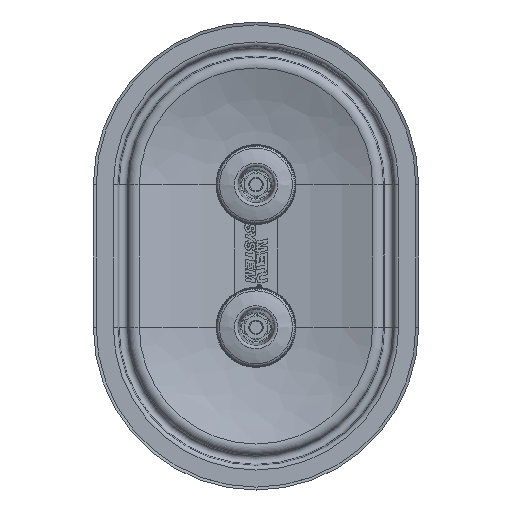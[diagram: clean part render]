
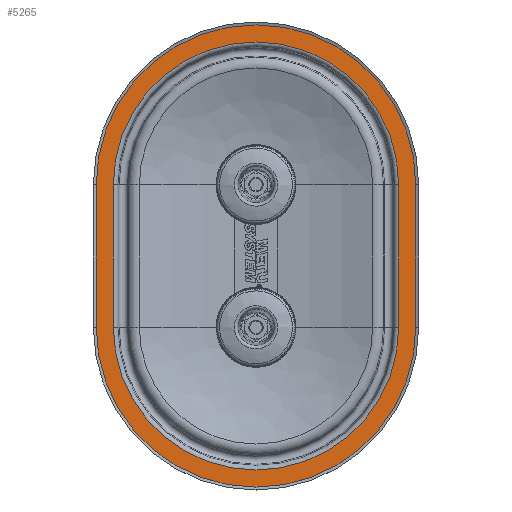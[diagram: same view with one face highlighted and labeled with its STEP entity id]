
A CAD part, top view. The second image highlights one B-rep face of the part: STEP entity #5265.
In plain terms, the highlighted planar face has unit normal (0, 0, 1).
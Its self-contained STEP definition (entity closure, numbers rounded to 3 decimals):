
#748=FACE_BOUND('',#10438,.T.);
#749=FACE_BOUND('',#10439,.T.);
#3087=CIRCLE('',#36789,112.);
#3092=CIRCLE('',#36795,100.);
#3128=CIRCLE('',#36856,112.);
#3129=CIRCLE('',#36858,100.);
#5265=ADVANCED_FACE('',(#748,#749),#6064,.F.);
#6064=PLANE('',#36859);
#10438=EDGE_LOOP('',(#23538,#23539,#23540,#23541));
#10439=EDGE_LOOP('',(#23542,#23543,#23544,#23545));
#12511=LINE('',#67625,#14625);
#12514=LINE('',#67632,#14628);
#12529=LINE('',#67693,#14643);
#12530=LINE('',#67696,#14644);
#14625=VECTOR('',#45155,1.);
#14628=VECTOR('',#45162,1.);
#14643=VECTOR('',#45239,1.);
#14644=VECTOR('',#45242,1.);
#23538=ORIENTED_EDGE('',*,*,#31763,.F.);
#23539=ORIENTED_EDGE('',*,*,#31764,.F.);
#23540=ORIENTED_EDGE('',*,*,#31732,.T.);
#23541=ORIENTED_EDGE('',*,*,#31696,.T.);
#23542=ORIENTED_EDGE('',*,*,#31761,.T.);
#23543=ORIENTED_EDGE('',*,*,#31765,.T.);
#23544=ORIENTED_EDGE('',*,*,#31690,.F.);
#23545=ORIENTED_EDGE('',*,*,#31728,.F.);
#27057=VERTEX_POINT('',#67516);
#27058=VERTEX_POINT('',#67518);
#27061=VERTEX_POINT('',#67525);
#27063=VERTEX_POINT('',#67529);
#27084=VERTEX_POINT('',#67624);
#27086=VERTEX_POINT('',#67630);
#27101=VERTEX_POINT('',#67690);
#27102=VERTEX_POINT('',#67694);
#31690=EDGE_CURVE('',#27057,#27058,#3087,.T.);
#31696=EDGE_CURVE('',#27061,#27063,#3092,.T.);
#31728=EDGE_CURVE('',#27084,#27057,#12511,.T.);
#31732=EDGE_CURVE('',#27086,#27061,#12514,.T.);
#31761=EDGE_CURVE('',#27084,#27101,#3128,.T.);
#31763=EDGE_CURVE('',#27102,#27063,#12529,.T.);
#31764=EDGE_CURVE('',#27086,#27102,#3129,.T.);
#31765=EDGE_CURVE('',#27101,#27058,#12530,.T.);
#36789=AXIS2_PLACEMENT_3D('',#67517,#45070,#45071);
#36795=AXIS2_PLACEMENT_3D('',#67530,#45083,#45084);
#36856=AXIS2_PLACEMENT_3D('',#67689,#45234,#45235);
#36858=AXIS2_PLACEMENT_3D('',#67695,#45240,#45241);
#36859=AXIS2_PLACEMENT_3D('',#67697,#45243,#45244);
#45070=DIRECTION('',(0.,0.,-1.));
#45071=DIRECTION('',(0.,1.,0.));
#45083=DIRECTION('',(0.,0.,-1.));
#45084=DIRECTION('',(0.,1.,0.));
#45155=DIRECTION('',(0.,-1.,0.));
#45162=DIRECTION('',(0.,-1.,0.));
#45234=DIRECTION('',(0.,0.,1.));
#45235=DIRECTION('',(0.,-1.,0.));
#45239=DIRECTION('',(0.,-1.,0.));
#45240=DIRECTION('',(0.,0.,1.));
#45241=DIRECTION('',(0.,-1.,0.));
#45242=DIRECTION('',(0.,-1.,0.));
#45243=DIRECTION('',(0.,0.,-1.));
#45244=DIRECTION('',(0.,-1.,0.));
#67516=CARTESIAN_POINT('',(112.,-50.,0.8));
#67517=CARTESIAN_POINT('',(0.,-50.,0.8));
#67518=CARTESIAN_POINT('',(-112.,-50.,0.8));
#67525=CARTESIAN_POINT('',(100.,-50.,0.8));
#67529=CARTESIAN_POINT('',(-100.,-50.,0.8));
#67530=CARTESIAN_POINT('',(0.,-50.,0.8));
#67624=CARTESIAN_POINT('',(112.,50.,0.8));
#67625=CARTESIAN_POINT('',(112.,50.,0.8));
#67630=CARTESIAN_POINT('',(100.,50.,0.8));
#67632=CARTESIAN_POINT('',(100.,50.,0.8));
#67689=CARTESIAN_POINT('',(0.,50.,0.8));
#67690=CARTESIAN_POINT('',(-112.,50.,0.8));
#67693=CARTESIAN_POINT('',(-100.,50.,0.8));
#67694=CARTESIAN_POINT('',(-100.,50.,0.8));
#67695=CARTESIAN_POINT('',(0.,50.,0.8));
#67696=CARTESIAN_POINT('',(-112.,50.,0.8));
#67697=CARTESIAN_POINT('',(112.,50.,0.8));
